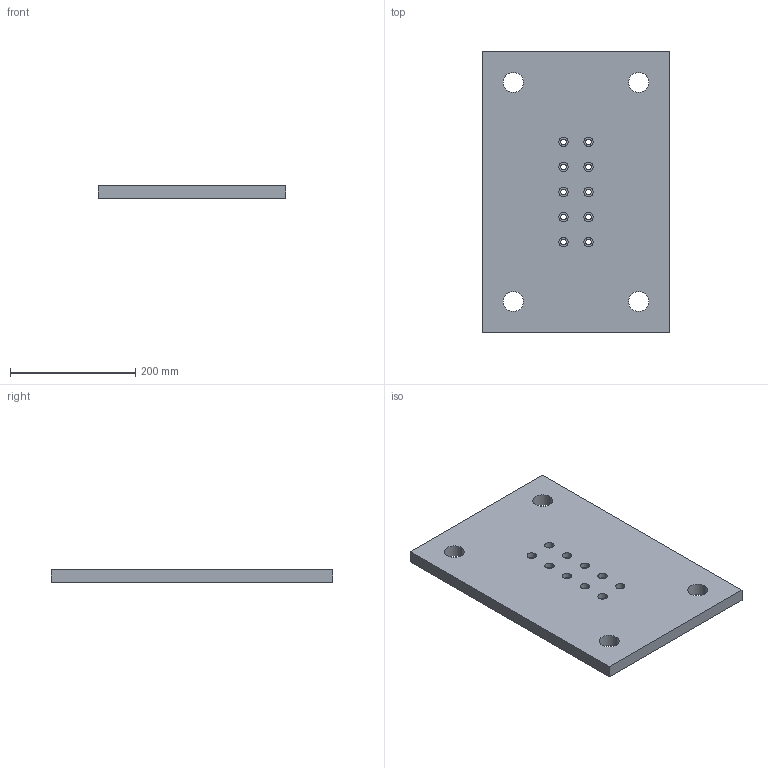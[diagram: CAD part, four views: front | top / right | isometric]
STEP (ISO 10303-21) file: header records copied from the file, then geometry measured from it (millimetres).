
FILE_DESCRIPTION((''),'2;1');
FILE_NAME('SZ0329S.stp','2009-07-27T13:42:05',(''),(''),'Mechanical Desktop 2007','Mechanical Desktop 2007',', , ');
FILE_SCHEMA(('CONFIG_CONTROL_DESIGN'));
Length unit declared in the file: millimetre
Products named in the file (1): SZ0329S
Bounding box: 300 x 450 x 20 mm (x, y, z)
Volume: 2612758 mm3; surface area: 307687.5 mm2
Topology: 1 solids, 1 shells, 64 faces, 156 edges, 104 vertices
Faces by surface type: cylinder 48, plane 16
Entity records: 2087 total; most frequent: DIRECTION 382, CARTESIAN_POINT 325, ORIENTED_EDGE 312, AXIS2_PLACEMENT_3D 161, EDGE_CURVE 156, VERTEX_POINT 104, EDGE_LOOP 102, CIRCLE 96
